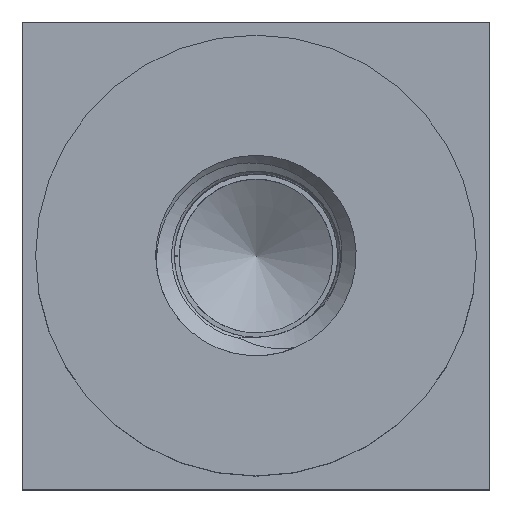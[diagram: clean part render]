
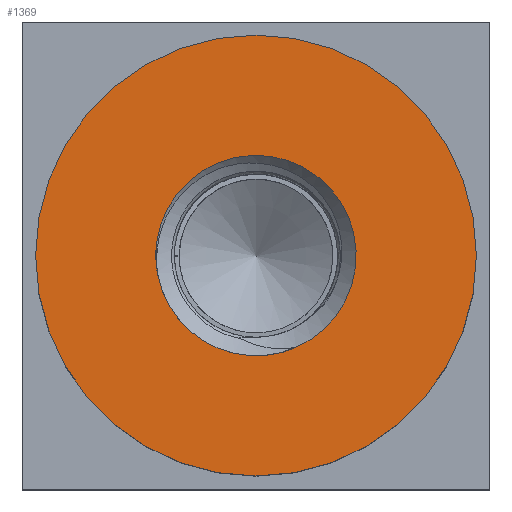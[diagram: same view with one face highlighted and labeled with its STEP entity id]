
A CAD part, top view. The second image highlights one B-rep face of the part: STEP entity #1369.
In plain terms, the highlighted planar face has unit normal (0, 0, 1).
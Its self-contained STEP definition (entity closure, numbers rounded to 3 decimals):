
#28=FACE_BOUND('',#198,.T.);
#39=PLANE('',#1468);
#113=FACE_OUTER_BOUND('',#197,.T.);
#197=EDGE_LOOP('',(#984));
#198=EDGE_LOOP('',(#985,#986));
#287=CIRCLE('',#1463,1.5);
#288=CIRCLE('',#1469,3.3);
#289=CIRCLE('',#1470,1.5);
#645=VERTEX_POINT('',#1896);
#646=VERTEX_POINT('',#1901);
#657=VERTEX_POINT('',#2227);
#770=EDGE_CURVE('',#645,#646,#287,.F.);
#785=EDGE_CURVE('',#657,#657,#288,.T.);
#786=EDGE_CURVE('',#645,#646,#289,.T.);
#984=ORIENTED_EDGE('',*,*,#785,.F.);
#985=ORIENTED_EDGE('',*,*,#770,.F.);
#986=ORIENTED_EDGE('',*,*,#786,.T.);
#1369=ADVANCED_FACE('',(#113,#28),#39,.F.);
#1463=AXIS2_PLACEMENT_3D('',#1902,#1554,#1555);
#1468=AXIS2_PLACEMENT_3D('',#2226,#1569,#1570);
#1469=AXIS2_PLACEMENT_3D('',#2228,#1571,#1572);
#1470=AXIS2_PLACEMENT_3D('',#2229,#1573,#1574);
#1554=DIRECTION('center_axis',(0.,0.,-1.));
#1555=DIRECTION('ref_axis',(-1.,0.,0.));
#1569=DIRECTION('center_axis',(0.,0.,-1.));
#1570=DIRECTION('ref_axis',(-1.,0.,0.));
#1571=DIRECTION('center_axis',(0.,0.,-1.));
#1572=DIRECTION('ref_axis',(1.,0.,0.));
#1573=DIRECTION('center_axis',(0.,0.,-1.));
#1574=DIRECTION('ref_axis',(-1.,0.,0.));
#1896=CARTESIAN_POINT('',(-1.47,-0.3,6.));
#1901=CARTESIAN_POINT('',(0.596,-1.377,6.));
#1902=CARTESIAN_POINT('Origin',(0.,0.,
6.));
#2226=CARTESIAN_POINT('Origin',(0.,0.,6.));
#2227=CARTESIAN_POINT('',(3.3,0.,6.));
#2228=CARTESIAN_POINT('Origin',(0.,0.,6.));
#2229=CARTESIAN_POINT('Origin',(0.,0.,6.));
